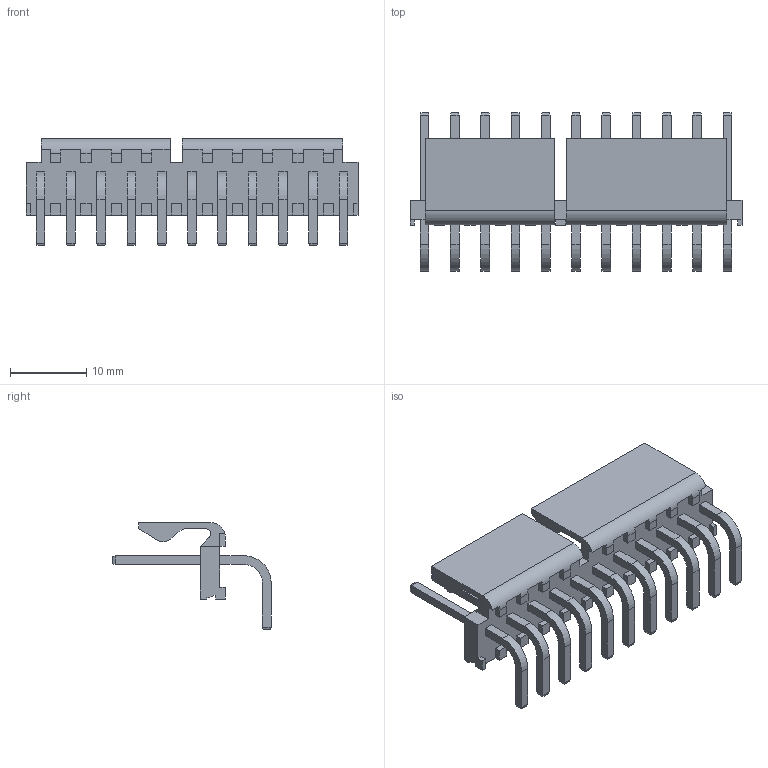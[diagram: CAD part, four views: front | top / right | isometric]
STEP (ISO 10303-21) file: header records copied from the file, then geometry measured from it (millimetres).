
FILE_DESCRIPTION(/* description */ ('model of Molex_KK-396_A-41792-0011_1x11_P3.96mm_Horizontal'),/* implementation_level */ '2;1');
FILE_NAME(/* name */ 'Molex_KK-396_A-41792-0011_1x11_P3.96mm_Horizontal.step',/* time_stamp */ '2022-01-07T13:39:47',/* author */ ('Franck Bourdonnec',''),/* organization */ (''),/* preprocessor_version */ '',/* originating_system */ '',/* authorisation */ '');
FILE_SCHEMA(('AUTOMOTIVE_DESIGN { 1 0 10303 214 1 1 1 1 }'));
Length unit declared in the file: millimetre
Products named in the file (1): Molex_A_41792_0011
Bounding box: 43.41 x 20.71 x 13.98 mm (x, y, z)
Volume: 1822.7 mm3; surface area: 3264.6 mm2
Topology: 1 solids, 1 shells, 380 faces, 977 edges, 622 vertices
Faces by surface type: plane 348, cylinder 32
Entity records: 26260 total; most frequent: CARTESIAN_POINT 4667, DIRECTION 3242, LINE 2274, VECTOR 2274, ORIENTED_EDGE 1954, PCURVE 1954, DEFINITIONAL_REPRESENTATION 1954, EDGE_CURVE 977
